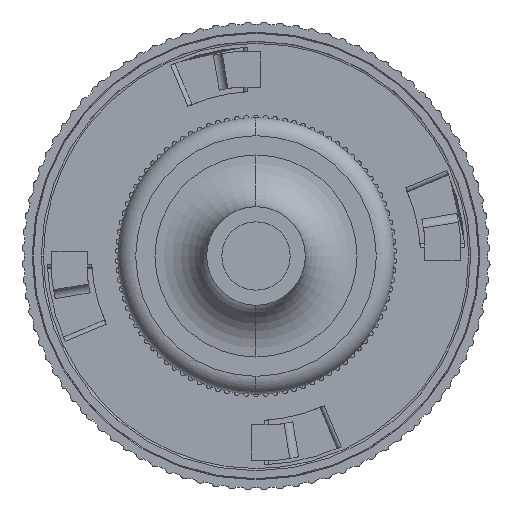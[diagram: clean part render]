
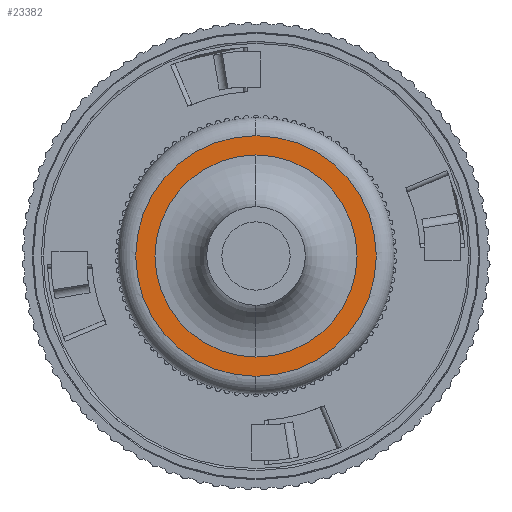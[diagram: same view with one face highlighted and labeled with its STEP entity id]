
A CAD part, front view. The second image highlights one B-rep face of the part: STEP entity #23382.
In plain terms, the highlighted planar face has unit normal (0, -1, 0).
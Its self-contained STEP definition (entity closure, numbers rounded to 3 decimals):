
#452 = CARTESIAN_POINT ( 'NONE',  ( 0., -22.5, 0. ) ) ;
#569 = CIRCLE ( 'NONE', #9411, 22.67 ) ;
#867 = ORIENTED_EDGE ( 'NONE', *, *, #22000, .T. ) ;
#1069 = DIRECTION ( 'NONE',  ( 0., 0., -1. ) ) ;
#2269 = EDGE_LOOP ( 'NONE', ( #8509, #867 ) ) ;
#3666 = VERTEX_POINT ( 'NONE', #18188 ) ;
#4141 = DIRECTION ( 'NONE',  ( 0., 0., 1. ) ) ;
#4333 = DIRECTION ( 'NONE',  ( 0., 0., 1. ) ) ;
#5285 = VERTEX_POINT ( 'NONE', #7638 ) ;
#5735 = CIRCLE ( 'NONE', #18304, 26.995 ) ;
#5751 = AXIS2_PLACEMENT_3D ( 'NONE', #13583, #9841, #13661 ) ;
#5964 = VERTEX_POINT ( 'NONE', #15728 ) ;
#6351 = DIRECTION ( 'NONE',  ( 0., 1., 0. ) ) ;
#7638 = CARTESIAN_POINT ( 'NONE',  ( 0., -22.5, -22.67 ) ) ;
#8265 = FACE_OUTER_BOUND ( 'NONE', #12567, .T. ) ;
#8325 = PLANE ( 'NONE',  #11906 ) ;
#8473 = CIRCLE ( 'NONE', #5751, 26.995 ) ;
#8509 = ORIENTED_EDGE ( 'NONE', *, *, #15395, .T. ) ;
#9150 = CARTESIAN_POINT ( 'NONE',  ( 0., -22.5, 0. ) ) ;
#9411 = AXIS2_PLACEMENT_3D ( 'NONE', #9150, #11217, #23893 ) ;
#9586 = AXIS2_PLACEMENT_3D ( 'NONE', #452, #15111, #4141 ) ;
#9841 = DIRECTION ( 'NONE',  ( 0., 1., 0. ) ) ;
#11217 = DIRECTION ( 'NONE',  ( 0., 1., 0. ) ) ;
#11906 = AXIS2_PLACEMENT_3D ( 'NONE', #21231, #15825, #1069 ) ;
#12567 = EDGE_LOOP ( 'NONE', ( #22828, #20139 ) ) ;
#13377 = EDGE_CURVE ( 'NONE', #14988, #3666, #5735, .T. ) ;
#13583 = CARTESIAN_POINT ( 'NONE',  ( 0., -22.5, 0. ) ) ;
#13661 = DIRECTION ( 'NONE',  ( 0., 0., 1. ) ) ;
#14926 = CIRCLE ( 'NONE', #9586, 22.67 ) ;
#14988 = VERTEX_POINT ( 'NONE', #21116 ) ;
#15111 = DIRECTION ( 'NONE',  ( 0., 1., 0. ) ) ;
#15395 = EDGE_CURVE ( 'NONE', #5964, #5285, #14926, .T. ) ;
#15728 = CARTESIAN_POINT ( 'NONE',  ( 0., -22.5, 22.67 ) ) ;
#15825 = DIRECTION ( 'NONE',  ( 0., -1., 0. ) ) ;
#17370 = CARTESIAN_POINT ( 'NONE',  ( 0., -22.5, 0. ) ) ;
#17469 = FACE_BOUND ( 'NONE', #2269, .T. ) ;
#17689 = EDGE_CURVE ( 'NONE', #3666, #14988, #8473, .T. ) ;
#18188 = CARTESIAN_POINT ( 'NONE',  ( 0., -22.5, -26.995 ) ) ;
#18304 = AXIS2_PLACEMENT_3D ( 'NONE', #17370, #6351, #4333 ) ;
#20139 = ORIENTED_EDGE ( 'NONE', *, *, #17689, .F. ) ;
#21116 = CARTESIAN_POINT ( 'NONE',  ( 0., -22.5, 26.995 ) ) ;
#21231 = CARTESIAN_POINT ( 'NONE',  ( -26.995, -22.5, 0. ) ) ;
#22000 = EDGE_CURVE ( 'NONE', #5285, #5964, #569, .T. ) ;
#22828 = ORIENTED_EDGE ( 'NONE', *, *, #13377, .F. ) ;
#23382 = ADVANCED_FACE ( 'NONE', ( #17469, #8265 ), #8325, .T. ) ;
#23893 = DIRECTION ( 'NONE',  ( 0., 0., 1. ) ) ;
